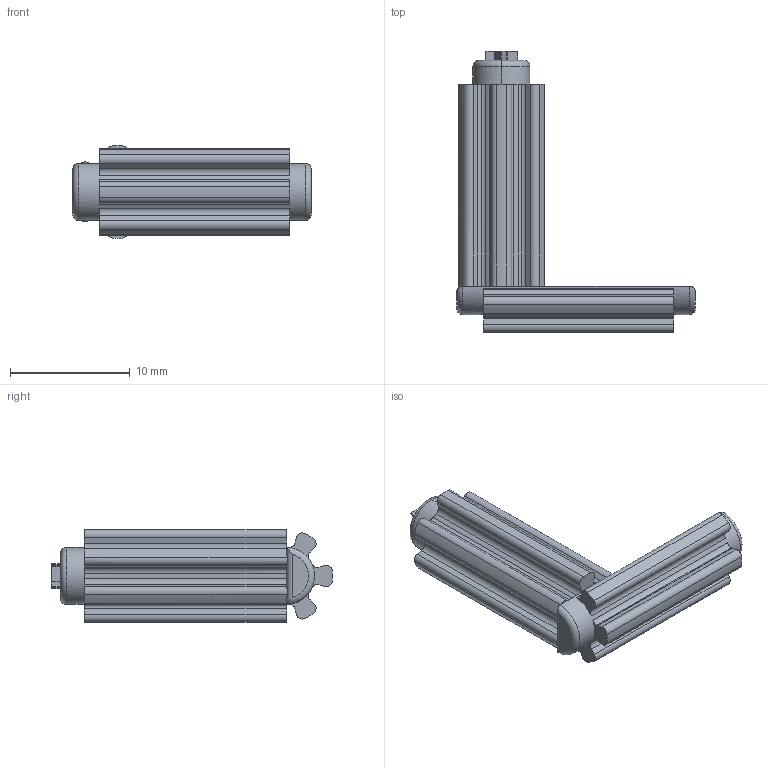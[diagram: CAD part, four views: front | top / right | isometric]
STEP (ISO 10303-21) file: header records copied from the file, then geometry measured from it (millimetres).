
FILE_DESCRIPTION (( 'STEP AP214' ), '1' );
FILE_NAME ('rshaft.STEP', '2024-03-06T07:05:58', ( '' ), ( '' ), 'SwSTEP 2.0', 'SolidWorks 2023', '' );
FILE_SCHEMA (( 'AUTOMOTIVE_DESIGN' ));
Length unit declared in the file: millimetre
Products named in the file (1): rshaft
Bounding box: 19.95 x 23.47 x 7.75 mm (x, y, z)
Volume: 866.2 mm3; surface area: 1008.3 mm2
Topology: 1 solids, 1 shells, 159 faces, 429 edges, 276 vertices
Faces by surface type: plane 79, cylinder 65, bspline 11, torus 4
Entity records: 5586 total; most frequent: CARTESIAN_POINT 1504, DIRECTION 871, ORIENTED_EDGE 858, EDGE_CURVE 429, AXIS2_PLACEMENT_3D 323, VERTEX_POINT 276, LINE 225, VECTOR 225
